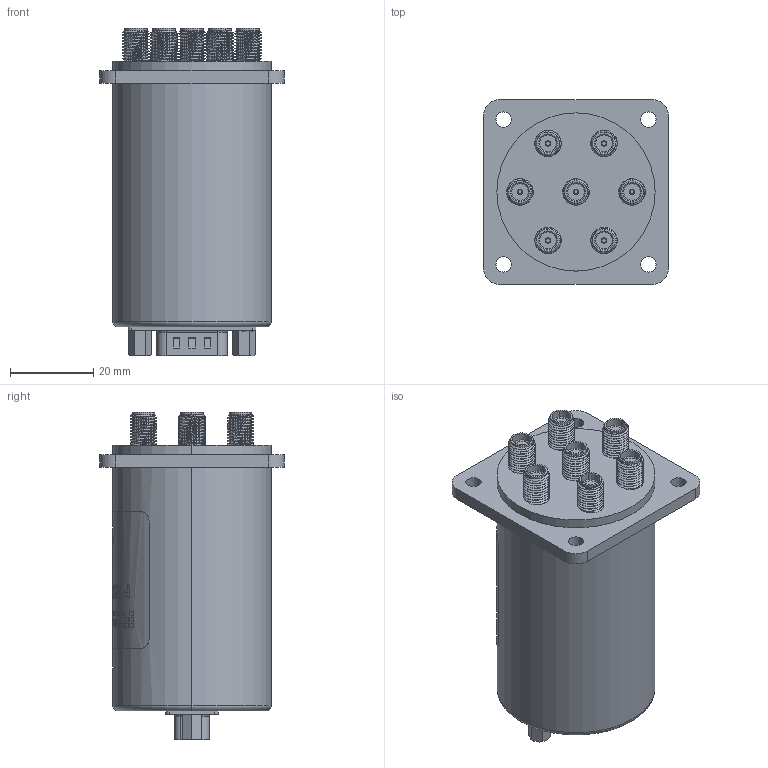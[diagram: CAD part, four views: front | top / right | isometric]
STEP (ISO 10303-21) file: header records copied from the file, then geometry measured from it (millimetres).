
FILE_DESCRIPTION (( 'STEP AP214' ), '1' );
FILE_NAME ('FMSW6374_3D.step', '2026-01-28T22:07:14', ( '' ), ( '' ), 'SwSTEP 2.0', 'SolidWorks 2025', '' );
FILE_SCHEMA (( 'AUTOMOTIVE_DESIGN' ));
Length unit declared in the file: inch
Products named in the file (1): FMSW6374_3D
Bounding box: 44.45 x 44.45 x 78.79 mm (x, y, z)
Volume: 78002.8 mm3; surface area: 17607.6 mm2
Topology: 28 solids, 29 shells, 910 faces, 2763 edges, 2006 vertices
Faces by surface type: cylinder 498, plane 223, cone 71, bspline 52, sphere 36, torus 30
Entity records: 45810 total; most frequent: CARTESIAN_POINT 22166, ORIENTED_EDGE 5382, DIRECTION 4296, EDGE_CURVE 2691, VERTEX_POINT 1970, AXIS2_PLACEMENT_3D 1695, EDGE_LOOP 1093, FACE_OUTER_BOUND 910
